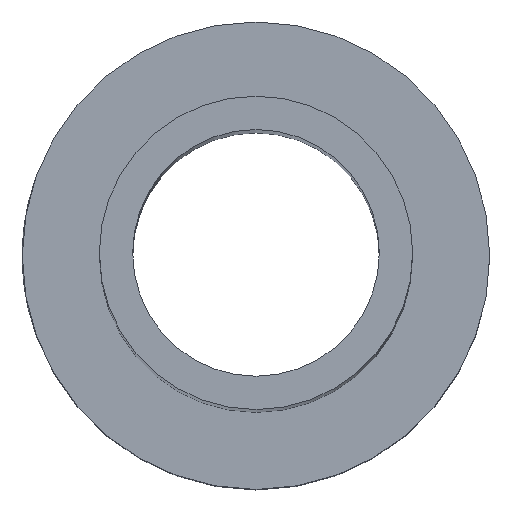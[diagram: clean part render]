
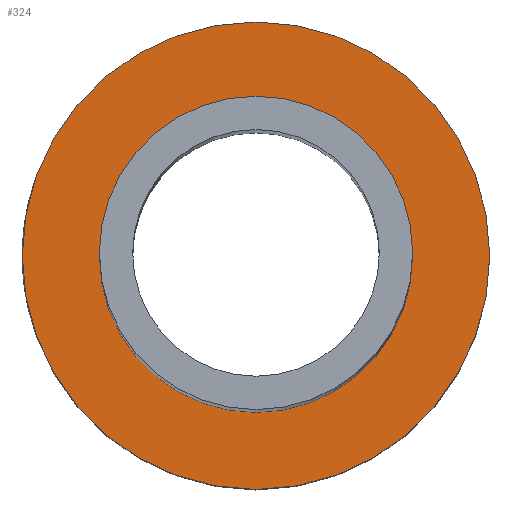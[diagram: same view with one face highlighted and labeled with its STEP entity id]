
A CAD part, top view. The second image highlights one B-rep face of the part: STEP entity #324.
In plain terms, the highlighted planar face has unit normal (0, 0, 1).
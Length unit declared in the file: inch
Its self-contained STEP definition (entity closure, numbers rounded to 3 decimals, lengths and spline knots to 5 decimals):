
#46 = CIRCLE ( 'NONE', #394, 0.125 ) ;
#48 = CARTESIAN_POINT ( 'NONE',  ( 0.1865, 0., 0.25 ) ) ;
#56 = EDGE_LOOP ( 'NONE', ( #204, #438 ) ) ;
#74 = CIRCLE ( 'NONE', #380, 0.1865 ) ;
#83 = DIRECTION ( 'NONE',  ( 0., 0., 1. ) ) ;
#95 = DIRECTION ( 'NONE',  ( 1., 0., 0. ) ) ;
#105 = VERTEX_POINT ( 'NONE', #151 ) ;
#117 = DIRECTION ( 'NONE',  ( 1., 0., 0. ) ) ;
#131 = EDGE_CURVE ( 'NONE', #105, #242, #46, .T. ) ;
#135 = EDGE_CURVE ( 'NONE', #140, #355, #74, .T. ) ;
#140 = VERTEX_POINT ( 'NONE', #48 ) ;
#147 = EDGE_CURVE ( 'NONE', #242, #105, #428, .T. ) ;
#151 = CARTESIAN_POINT ( 'NONE',  ( -0.125, 0., 0.25 ) ) ;
#156 = CARTESIAN_POINT ( 'NONE',  ( 0., 0., 0.25 ) ) ;
#157 = ORIENTED_EDGE ( 'NONE', *, *, #147, .F. ) ;
#165 = AXIS2_PLACEMENT_3D ( 'NONE', #432, #427, #117 ) ;
#177 = EDGE_CURVE ( 'NONE', #355, #140, #325, .T. ) ;
#182 = DIRECTION ( 'NONE',  ( 0., 0., 1. ) ) ;
#188 = AXIS2_PLACEMENT_3D ( 'NONE', #336, #182, #297 ) ;
#189 = CARTESIAN_POINT ( 'NONE',  ( 0., 0., 0.25 ) ) ;
#194 = DIRECTION ( 'NONE',  ( 0., 0., 1. ) ) ;
#200 = AXIS2_PLACEMENT_3D ( 'NONE', #233, #83, #334 ) ;
#204 = ORIENTED_EDGE ( 'NONE', *, *, #177, .T. ) ;
#219 = DIRECTION ( 'NONE',  ( 1., 0., 0. ) ) ;
#233 = CARTESIAN_POINT ( 'NONE',  ( 0., 0., 0.25 ) ) ;
#235 = FACE_OUTER_BOUND ( 'NONE', #56, .T. ) ;
#242 = VERTEX_POINT ( 'NONE', #266 ) ;
#266 = CARTESIAN_POINT ( 'NONE',  ( 0.125, 0., 0.25 ) ) ;
#297 = DIRECTION ( 'NONE',  ( 1., 0., 0. ) ) ;
#324 = ADVANCED_FACE ( 'NONE', ( #235, #342 ), #435, .T. ) ;
#325 = CIRCLE ( 'NONE', #165, 0.1865 ) ;
#334 = DIRECTION ( 'NONE',  ( 1., 0., 0. ) ) ;
#336 = CARTESIAN_POINT ( 'NONE',  ( 0., 0., 0.25 ) ) ;
#342 = FACE_BOUND ( 'NONE', #434, .T. ) ;
#355 = VERTEX_POINT ( 'NONE', #403 ) ;
#362 = DIRECTION ( 'NONE',  ( 0., 0., 1. ) ) ;
#380 = AXIS2_PLACEMENT_3D ( 'NONE', #156, #362, #95 ) ;
#387 = ORIENTED_EDGE ( 'NONE', *, *, #131, .F. ) ;
#394 = AXIS2_PLACEMENT_3D ( 'NONE', #189, #194, #219 ) ;
#403 = CARTESIAN_POINT ( 'NONE',  ( -0.1865, 0., 0.25 ) ) ;
#427 = DIRECTION ( 'NONE',  ( 0., 0., 1. ) ) ;
#428 = CIRCLE ( 'NONE', #188, 0.125 ) ;
#432 = CARTESIAN_POINT ( 'NONE',  ( 0., 0., 0.25 ) ) ;
#434 = EDGE_LOOP ( 'NONE', ( #387, #157 ) ) ;
#435 = PLANE ( 'NONE',  #200 ) ;
#438 = ORIENTED_EDGE ( 'NONE', *, *, #135, .T. ) ;
